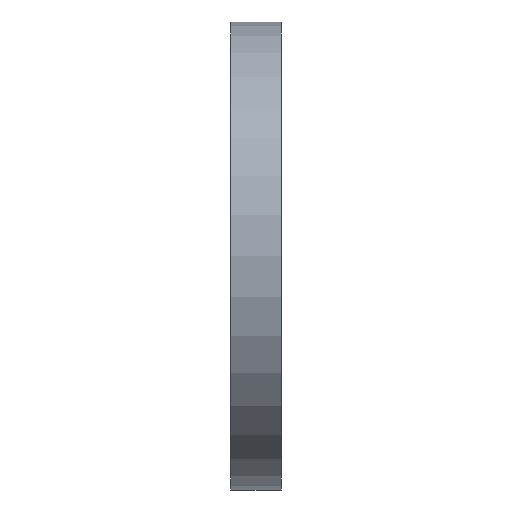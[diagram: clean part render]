
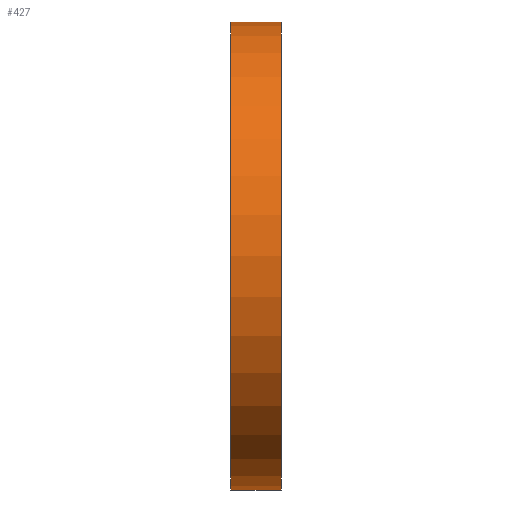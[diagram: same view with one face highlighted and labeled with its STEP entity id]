
A CAD part, left-side view. The second image highlights one B-rep face of the part: STEP entity #427.
In plain terms, the highlighted cylindrical face has radius 93 mm (diameter 186 mm), a partial arc.
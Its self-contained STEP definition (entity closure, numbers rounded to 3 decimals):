
#25 = CIRCLE ( 'NONE', #840, 93. ) ;
#51 = CARTESIAN_POINT ( 'NONE',  ( 0., 34.695, 0. ) ) ;
#91 = VECTOR ( 'NONE', #727, 1000. ) ;
#106 = VERTEX_POINT ( 'NONE', #726 ) ;
#147 = CARTESIAN_POINT ( 'NONE',  ( 0., 34.695, -93. ) ) ;
#195 = FACE_OUTER_BOUND ( 'NONE', #713, .T. ) ;
#199 = DIRECTION ( 'NONE',  ( 0., 0., 1. ) ) ;
#209 = ORIENTED_EDGE ( 'NONE', *, *, #575, .F. ) ;
#238 = EDGE_CURVE ( 'NONE', #496, #804, #25, .T. ) ;
#309 = DIRECTION ( 'NONE',  ( 0., 1., 0. ) ) ;
#317 = CARTESIAN_POINT ( 'NONE',  ( 0., 34.695, 93. ) ) ;
#340 = CARTESIAN_POINT ( 'NONE',  ( 0., 0., 0. ) ) ;
#363 = CARTESIAN_POINT ( 'NONE',  ( 0., 20., -93. ) ) ;
#382 = CYLINDRICAL_SURFACE ( 'NONE', #539, 93. ) ;
#427 = ADVANCED_FACE ( 'NONE', ( #195 ), #382, .T. ) ;
#437 = ORIENTED_EDGE ( 'NONE', *, *, #500, .F. ) ;
#475 = EDGE_CURVE ( 'NONE', #804, #106, #841, .T. ) ;
#480 = DIRECTION ( 'NONE',  ( 0., 0., 1. ) ) ;
#496 = VERTEX_POINT ( 'NONE', #518 ) ;
#500 = EDGE_CURVE ( 'NONE', #756, #106, #639, .T. ) ;
#510 = DIRECTION ( 'NONE',  ( 0., 1., 0. ) ) ;
#514 = DIRECTION ( 'NONE',  ( 0., 0., 1. ) ) ;
#515 = AXIS2_PLACEMENT_3D ( 'NONE', #780, #510, #199 ) ;
#518 = CARTESIAN_POINT ( 'NONE',  ( 0., 0., -93. ) ) ;
#538 = DIRECTION ( 'NONE',  ( 0., 1., 0. ) ) ;
#539 = AXIS2_PLACEMENT_3D ( 'NONE', #51, #309, #514 ) ;
#555 = VECTOR ( 'NONE', #706, 1000. ) ;
#575 = EDGE_CURVE ( 'NONE', #496, #756, #606, .T. ) ;
#606 = LINE ( 'NONE', #147, #91 ) ;
#639 = CIRCLE ( 'NONE', #515, 93. ) ;
#697 = ORIENTED_EDGE ( 'NONE', *, *, #475, .T. ) ;
#706 = DIRECTION ( 'NONE',  ( 0., 1., 0. ) ) ;
#713 = EDGE_LOOP ( 'NONE', ( #209, #837, #697, #437 ) ) ;
#726 = CARTESIAN_POINT ( 'NONE',  ( 0., 20., 93. ) ) ;
#727 = DIRECTION ( 'NONE',  ( 0., 1., 0. ) ) ;
#754 = CARTESIAN_POINT ( 'NONE',  ( 0., 0., 93. ) ) ;
#756 = VERTEX_POINT ( 'NONE', #363 ) ;
#780 = CARTESIAN_POINT ( 'NONE',  ( 0., 20., 0. ) ) ;
#804 = VERTEX_POINT ( 'NONE', #754 ) ;
#837 = ORIENTED_EDGE ( 'NONE', *, *, #238, .T. ) ;
#840 = AXIS2_PLACEMENT_3D ( 'NONE', #340, #538, #480 ) ;
#841 = LINE ( 'NONE', #317, #555 ) ;
